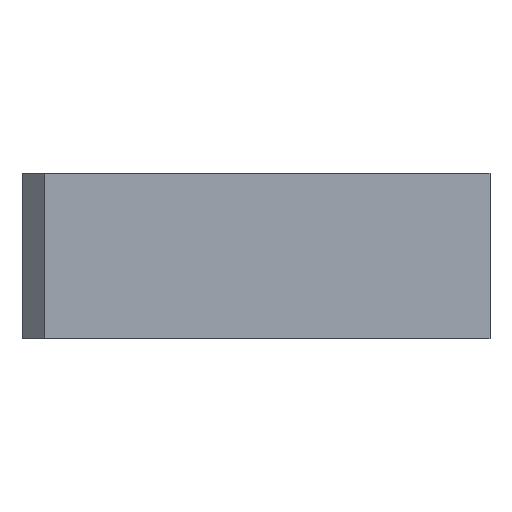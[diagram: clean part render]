
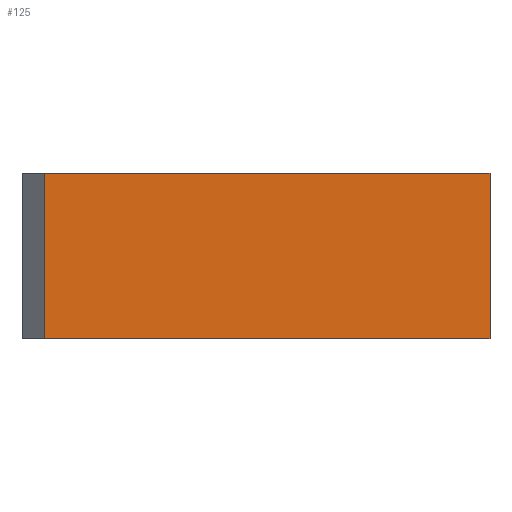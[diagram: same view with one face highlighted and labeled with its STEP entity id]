
A CAD part, left-side view. The second image highlights one B-rep face of the part: STEP entity #125.
In plain terms, the highlighted planar face has unit normal (-1, 0, 0).
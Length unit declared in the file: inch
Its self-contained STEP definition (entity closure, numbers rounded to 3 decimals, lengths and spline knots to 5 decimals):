
#5 = DIRECTION ( 'NONE',  ( 0., -1., 0. ) ) ;
#15 = DIRECTION ( 'NONE',  ( 0., 0., -1. ) ) ;
#24 = DIRECTION ( 'NONE',  ( 0., -1., 0. ) ) ;
#41 = EDGE_CURVE ( 'NONE', #549, #502, #294, .T. ) ;
#57 = CARTESIAN_POINT ( 'NONE',  ( -0.61024, -0.0502, 0.60574 ) ) ;
#63 = PLANE ( 'NONE',  #531 ) ;
#122 = EDGE_CURVE ( 'NONE', #549, #445, #300, .T. ) ;
#125 = ADVANCED_FACE ( 'NONE', ( #641 ), #63, .F. ) ;
#126 = CARTESIAN_POINT ( 'NONE',  ( -0.61024, 1.41024, 0.60574 ) ) ;
#131 = ORIENTED_EDGE ( 'NONE', *, *, #411, .T. ) ;
#158 = VERTEX_POINT ( 'NONE', #370 ) ;
#163 = EDGE_LOOP ( 'NONE', ( #453, #590, #131, #617 ) ) ;
#170 = CARTESIAN_POINT ( 'NONE',  ( -0.61024, -0.0502, 0.0625 ) ) ;
#229 = VECTOR ( 'NONE', #647, 39.37008 ) ;
#236 = DIRECTION ( 'NONE',  ( 1., 0., 0. ) ) ;
#242 = CARTESIAN_POINT ( 'NONE',  ( -0.61024, -0.0502, 0.60574 ) ) ;
#268 = CARTESIAN_POINT ( 'NONE',  ( -0.61024, 1.41024, 0.0625 ) ) ;
#293 = CARTESIAN_POINT ( 'NONE',  ( -0.61024, -0.0502, 0.60574 ) ) ;
#294 = LINE ( 'NONE', #126, #229 ) ;
#300 = LINE ( 'NONE', #242, #307 ) ;
#307 = VECTOR ( 'NONE', #24, 39.37008 ) ;
#310 = CARTESIAN_POINT ( 'NONE',  ( -0.61024, -0.0502, 0.60574 ) ) ;
#333 = LINE ( 'NONE', #170, #690 ) ;
#370 = CARTESIAN_POINT ( 'NONE',  ( -0.61024, -0.0502, 0.0625 ) ) ;
#379 = LINE ( 'NONE', #310, #510 ) ;
#382 = DIRECTION ( 'NONE',  ( 0., 0., -1. ) ) ;
#391 = CARTESIAN_POINT ( 'NONE',  ( -0.61024, 1.41024, 0.60574 ) ) ;
#411 = EDGE_CURVE ( 'NONE', #502, #158, #333, .T. ) ;
#445 = VERTEX_POINT ( 'NONE', #57 ) ;
#453 = ORIENTED_EDGE ( 'NONE', *, *, #122, .F. ) ;
#502 = VERTEX_POINT ( 'NONE', #268 ) ;
#510 = VECTOR ( 'NONE', #382, 39.37008 ) ;
#531 = AXIS2_PLACEMENT_3D ( 'NONE', #293, #236, #15 ) ;
#549 = VERTEX_POINT ( 'NONE', #391 ) ;
#590 = ORIENTED_EDGE ( 'NONE', *, *, #41, .T. ) ;
#617 = ORIENTED_EDGE ( 'NONE', *, *, #692, .F. ) ;
#641 = FACE_OUTER_BOUND ( 'NONE', #163, .T. ) ;
#647 = DIRECTION ( 'NONE',  ( 0., 0., -1. ) ) ;
#690 = VECTOR ( 'NONE', #5, 39.37008 ) ;
#692 = EDGE_CURVE ( 'NONE', #445, #158, #379, .T. ) ;
